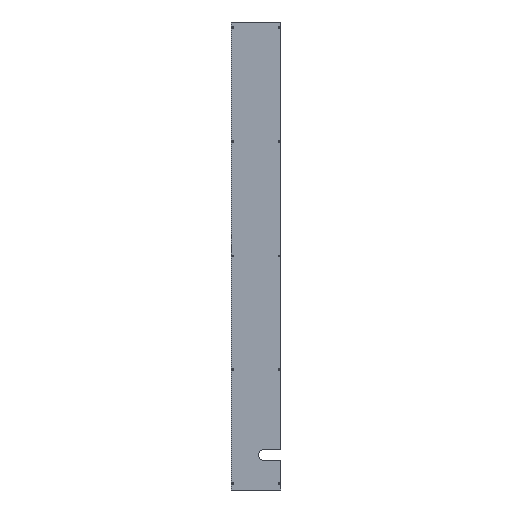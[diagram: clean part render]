
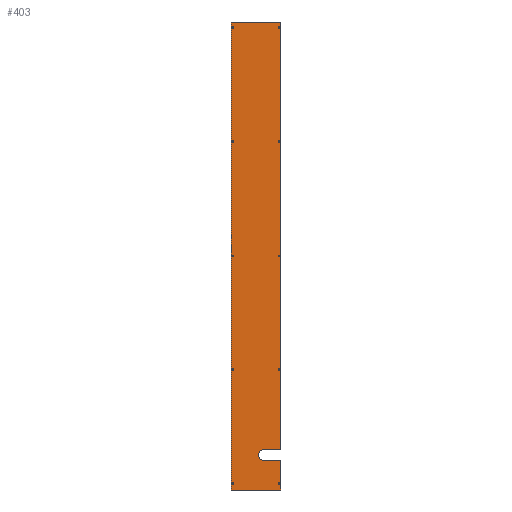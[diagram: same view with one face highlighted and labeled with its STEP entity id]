
A CAD part, left-side view. The second image highlights one B-rep face of the part: STEP entity #403.
In plain terms, the highlighted planar face has unit normal (-1, 0, 0).
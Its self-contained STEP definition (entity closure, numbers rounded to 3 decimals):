
#30=FACE_BOUND('',#71,.T.);
#31=FACE_BOUND('',#72,.T.);
#32=FACE_BOUND('',#73,.T.);
#33=FACE_BOUND('',#74,.T.);
#34=FACE_BOUND('',#75,.T.);
#35=FACE_BOUND('',#76,.T.);
#36=FACE_BOUND('',#77,.T.);
#37=FACE_BOUND('',#78,.T.);
#38=FACE_BOUND('',#79,.T.);
#39=FACE_BOUND('',#80,.T.);
#50=FACE_OUTER_BOUND('',#70,.T.);
#70=EDGE_LOOP('',(#286,#287,#288,#289,#290,#291,#292,#293));
#71=EDGE_LOOP('',(#294));
#72=EDGE_LOOP('',(#295));
#73=EDGE_LOOP('',(#296));
#74=EDGE_LOOP('',(#297));
#75=EDGE_LOOP('',(#298));
#76=EDGE_LOOP('',(#299));
#77=EDGE_LOOP('',(#300));
#78=EDGE_LOOP('',(#301));
#79=EDGE_LOOP('',(#302));
#80=EDGE_LOOP('',(#303));
#110=CIRCLE('',#439,10.);
#111=CIRCLE('',#440,1.75);
#112=CIRCLE('',#441,1.75);
#113=CIRCLE('',#442,1.75);
#114=CIRCLE('',#443,1.75);
#115=CIRCLE('',#444,1.75);
#116=CIRCLE('',#445,1.75);
#117=CIRCLE('',#446,1.75);
#118=CIRCLE('',#447,1.75);
#119=CIRCLE('',#448,1.75);
#120=CIRCLE('',#449,1.75);
#132=LINE('',#608,#164);
#133=LINE('',#610,#165);
#134=LINE('',#612,#166);
#135=LINE('',#614,#167);
#136=LINE('',#618,#168);
#137=LINE('',#620,#169);
#138=LINE('',#621,#170);
#164=VECTOR('',#487,10.);
#165=VECTOR('',#488,10.);
#166=VECTOR('',#489,10.);
#167=VECTOR('',#490,10.);
#168=VECTOR('',#493,10.);
#169=VECTOR('',#494,10.);
#170=VECTOR('',#495,10.);
#196=VERTEX_POINT('',#606);
#197=VERTEX_POINT('',#607);
#198=VERTEX_POINT('',#609);
#199=VERTEX_POINT('',#611);
#200=VERTEX_POINT('',#613);
#201=VERTEX_POINT('',#615);
#202=VERTEX_POINT('',#617);
#203=VERTEX_POINT('',#619);
#204=VERTEX_POINT('',#622);
#205=VERTEX_POINT('',#624);
#206=VERTEX_POINT('',#626);
#207=VERTEX_POINT('',#628);
#208=VERTEX_POINT('',#630);
#209=VERTEX_POINT('',#632);
#210=VERTEX_POINT('',#634);
#211=VERTEX_POINT('',#636);
#212=VERTEX_POINT('',#638);
#213=VERTEX_POINT('',#640);
#232=EDGE_CURVE('',#196,#197,#132,.T.);
#233=EDGE_CURVE('',#197,#198,#133,.T.);
#234=EDGE_CURVE('',#198,#199,#134,.T.);
#235=EDGE_CURVE('',#199,#200,#135,.T.);
#236=EDGE_CURVE('',#201,#200,#110,.T.);
#237=EDGE_CURVE('',#201,#202,#136,.T.);
#238=EDGE_CURVE('',#202,#203,#137,.T.);
#239=EDGE_CURVE('',#203,#196,#138,.T.);
#240=EDGE_CURVE('',#204,#204,#111,.T.);
#241=EDGE_CURVE('',#205,#205,#112,.T.);
#242=EDGE_CURVE('',#206,#206,#113,.T.);
#243=EDGE_CURVE('',#207,#207,#114,.T.);
#244=EDGE_CURVE('',#208,#208,#115,.T.);
#245=EDGE_CURVE('',#209,#209,#116,.T.);
#246=EDGE_CURVE('',#210,#210,#117,.T.);
#247=EDGE_CURVE('',#211,#211,#118,.T.);
#248=EDGE_CURVE('',#212,#212,#119,.T.);
#249=EDGE_CURVE('',#213,#213,#120,.T.);
#286=ORIENTED_EDGE('',*,*,#232,.T.);
#287=ORIENTED_EDGE('',*,*,#233,.T.);
#288=ORIENTED_EDGE('',*,*,#234,.T.);
#289=ORIENTED_EDGE('',*,*,#235,.T.);
#290=ORIENTED_EDGE('',*,*,#236,.F.);
#291=ORIENTED_EDGE('',*,*,#237,.T.);
#292=ORIENTED_EDGE('',*,*,#238,.T.);
#293=ORIENTED_EDGE('',*,*,#239,.T.);
#294=ORIENTED_EDGE('',*,*,#240,.T.);
#295=ORIENTED_EDGE('',*,*,#241,.T.);
#296=ORIENTED_EDGE('',*,*,#242,.T.);
#297=ORIENTED_EDGE('',*,*,#243,.T.);
#298=ORIENTED_EDGE('',*,*,#244,.T.);
#299=ORIENTED_EDGE('',*,*,#245,.T.);
#300=ORIENTED_EDGE('',*,*,#246,.T.);
#301=ORIENTED_EDGE('',*,*,#247,.T.);
#302=ORIENTED_EDGE('',*,*,#248,.T.);
#303=ORIENTED_EDGE('',*,*,#249,.T.);
#394=PLANE('',#438);
#403=ADVANCED_FACE('',(#50,#30,#31,#32,#33,#34,#35,#36,#37,#38,#39),#394,
 .T.);
#438=AXIS2_PLACEMENT_3D('',#605,#485,#486);
#439=AXIS2_PLACEMENT_3D('',#616,#491,#492);
#440=AXIS2_PLACEMENT_3D('',#623,#496,#497);
#441=AXIS2_PLACEMENT_3D('',#625,#498,#499);
#442=AXIS2_PLACEMENT_3D('',#627,#500,#501);
#443=AXIS2_PLACEMENT_3D('',#629,#502,#503);
#444=AXIS2_PLACEMENT_3D('',#631,#504,#505);
#445=AXIS2_PLACEMENT_3D('',#633,#506,#507);
#446=AXIS2_PLACEMENT_3D('',#635,#508,#509);
#447=AXIS2_PLACEMENT_3D('',#637,#510,#511);
#448=AXIS2_PLACEMENT_3D('',#639,#512,#513);
#449=AXIS2_PLACEMENT_3D('',#641,#514,#515);
#485=DIRECTION('center_axis',(-1.,0.,0.));
#486=DIRECTION('ref_axis',(0.,0.,1.));
#487=DIRECTION('',(0.,0.,-1.));
#488=DIRECTION('',(0.,-1.,0.));
#489=DIRECTION('',(0.,0.,1.));
#490=DIRECTION('',(0.,1.,0.));
#491=DIRECTION('center_axis',(-1.,0.,0.));
#492=DIRECTION('ref_axis',(0.,0.707,0.707));
#493=DIRECTION('',(0.,-1.,0.));
#494=DIRECTION('',(0.,0.,1.));
#495=DIRECTION('',(0.,1.,0.));
#496=DIRECTION('center_axis',(1.,0.,0.));
#497=DIRECTION('ref_axis',(0.,0.,1.));
#498=DIRECTION('center_axis',(1.,0.,0.));
#499=DIRECTION('ref_axis',(0.,0.,1.));
#500=DIRECTION('center_axis',(1.,0.,0.));
#501=DIRECTION('ref_axis',(0.,0.,1.));
#502=DIRECTION('center_axis',(1.,0.,0.));
#503=DIRECTION('ref_axis',(0.,0.,1.));
#504=DIRECTION('center_axis',(1.,0.,0.));
#505=DIRECTION('ref_axis',(0.,0.,1.));
#506=DIRECTION('center_axis',(1.,0.,0.));
#507=DIRECTION('ref_axis',(0.,0.,1.));
#508=DIRECTION('center_axis',(1.,0.,0.));
#509=DIRECTION('ref_axis',(0.,0.,1.));
#510=DIRECTION('center_axis',(1.,0.,0.));
#511=DIRECTION('ref_axis',(0.,0.,1.));
#512=DIRECTION('center_axis',(1.,0.,0.));
#513=DIRECTION('ref_axis',(0.,0.,1.));
#514=DIRECTION('center_axis',(1.,0.,0.));
#515=DIRECTION('ref_axis',(0.,0.,1.));
#605=CARTESIAN_POINT('Origin',(136.078,83.871,20.175));
#606=CARTESIAN_POINT('',(136.078,126.871,432.124));
#607=CARTESIAN_POINT('',(136.078,126.871,-391.775));
#608=CARTESIAN_POINT('',(136.078,126.871,432.124));
#609=CARTESIAN_POINT('',(136.078,38.871,-391.775));
#610=CARTESIAN_POINT('',(136.078,128.871,-391.775));
#611=CARTESIAN_POINT('',(136.078,38.871,-340.225));
#612=CARTESIAN_POINT('',(136.078,38.871,-391.775));
#613=CARTESIAN_POINT('',(136.078,68.871,-340.225));
#614=CARTESIAN_POINT('',(136.078,61.371,-340.225));
#615=CARTESIAN_POINT('',(136.078,68.871,-320.225));
#616=CARTESIAN_POINT('Origin',(136.078,68.871,-330.225));
#617=CARTESIAN_POINT('',(136.078,38.871,-320.225));
#618=CARTESIAN_POINT('',(136.078,81.371,-320.225));
#619=CARTESIAN_POINT('',(136.078,38.871,432.124));
#620=CARTESIAN_POINT('',(136.078,38.871,-391.775));
#621=CARTESIAN_POINT('',(136.078,38.871,432.124));
#622=CARTESIAN_POINT('',(136.078,123.696,-381.75));
#623=CARTESIAN_POINT('Origin',(136.078,123.696,-380.));
#624=CARTESIAN_POINT('',(136.078,123.696,420.374));
#625=CARTESIAN_POINT('Origin',(136.078,123.696,422.124));
#626=CARTESIAN_POINT('',(136.078,123.696,18.425));
#627=CARTESIAN_POINT('Origin',(136.078,123.696,20.175));
#628=CARTESIAN_POINT('',(136.078,123.696,-181.663));
#629=CARTESIAN_POINT('Origin',(136.078,123.696,-179.913));
#630=CARTESIAN_POINT('',(136.078,123.696,219.399));
#631=CARTESIAN_POINT('Origin',(136.078,123.696,221.149));
#632=CARTESIAN_POINT('',(136.078,42.046,-381.75));
#633=CARTESIAN_POINT('Origin',(136.078,42.046,-380.));
#634=CARTESIAN_POINT('',(136.078,42.046,-181.663));
#635=CARTESIAN_POINT('Origin',(136.078,42.046,-179.913));
#636=CARTESIAN_POINT('',(136.078,42.046,18.425));
#637=CARTESIAN_POINT('Origin',(136.078,42.046,20.175));
#638=CARTESIAN_POINT('',(136.078,42.046,219.399));
#639=CARTESIAN_POINT('Origin',(136.078,42.046,221.149));
#640=CARTESIAN_POINT('',(136.078,42.046,420.374));
#641=CARTESIAN_POINT('Origin',(136.078,42.046,422.124));
